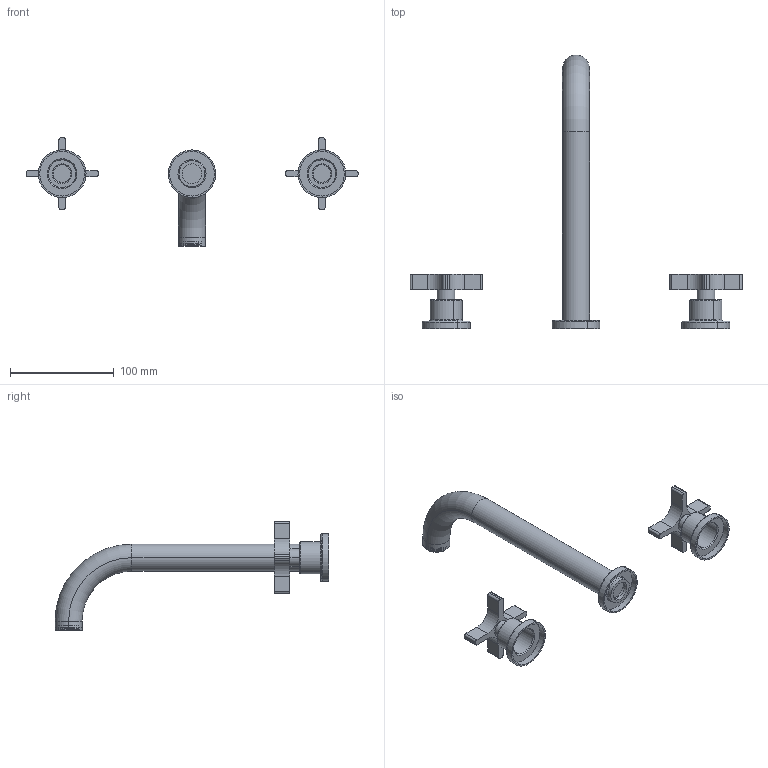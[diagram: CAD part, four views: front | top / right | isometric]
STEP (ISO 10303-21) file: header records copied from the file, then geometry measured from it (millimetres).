
FILE_DESCRIPTION(('CATIA V5 STEP Exchange','CAx-IF Rec.Pracs.--- Model Styling and Organization---1.5--- 2016-08-15','CAx-IF Rec.Pracs.---Supplemental Geometry---1.0---2011-11-01','CAx-IF Rec.Pracs.--- Composite Materials ---3.4---2017-06-13','CAx-IF Rec.Pracs.---Tessellated 3D Geometry---1.0---2015-12-17'),'2;1');
FILE_NAME('GS013511.stp','2022-09-20T13:01:21+00:00',('none'),('none'),'CATIA Version 5-6 Release 2020 SP2','CATIA V5 STEP AP242 v2','none');
FILE_SCHEMA(('AP242_MANAGED_MODEL_BASED_3D_ENGINEERING_MIM_LF {1 0 10303 442 1 1 4}'));
Length unit declared in the file: millimetre
Products named in the file (1): GS351
Bounding box: 319.5 x 263.5 x 104.75 mm (x, y, z)
Volume: 137617.3 mm3; surface area: 81886.6 mm2
Topology: 10 solids, 12 shells, 366 faces, 815 edges, 507 vertices
Faces by surface type: cylinder 164, plane 114, cone 46, torus 42
Entity records: 9338 total; most frequent: CARTESIAN_POINT 1697, ORIENTED_EDGE 1622, DIRECTION 1299, EDGE_CURVE 811, AXIS2_PLACEMENT_3D 703, VERTEX_POINT 507, CIRCLE 454, EDGE_LOOP 416
